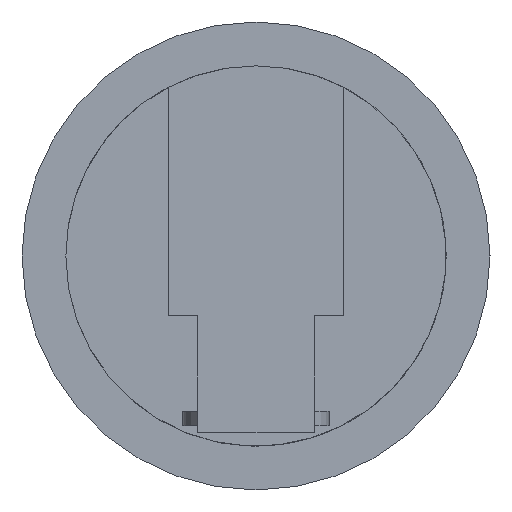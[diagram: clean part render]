
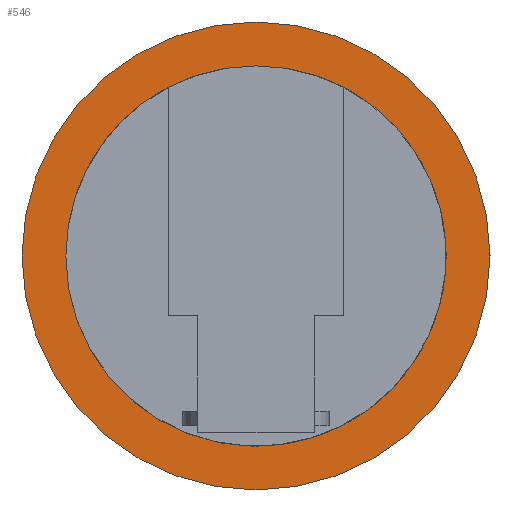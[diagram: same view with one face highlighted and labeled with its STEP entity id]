
A CAD part, left-side view. The second image highlights one B-rep face of the part: STEP entity #546.
In plain terms, the highlighted planar face has unit normal (-1, 0, 0).
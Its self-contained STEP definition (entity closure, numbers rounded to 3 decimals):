
#314 = VERTEX_POINT('',#315);
#315 = CARTESIAN_POINT('',(8.,3.25,1.05));
#320 = EDGE_CURVE('',#314,#314,#321,.T.);
#321 = CIRCLE('',#322,3.25);
#322 = AXIS2_PLACEMENT_3D('',#323,#324,#325);
#323 = CARTESIAN_POINT('',(8.,0.,1.05));
#324 = DIRECTION('',(-1.,0.,0.));
#325 = DIRECTION('',(0.,1.,0.));
#546 = ADVANCED_FACE('',(#547,#558),#561,.F.);
#547 = FACE_BOUND('',#548,.F.);
#548 = EDGE_LOOP('',(#549));
#549 = ORIENTED_EDGE('',*,*,#550,.T.);
#550 = EDGE_CURVE('',#551,#551,#553,.T.);
#551 = VERTEX_POINT('',#552);
#552 = CARTESIAN_POINT('',(8.,4.,1.05));
#553 = CIRCLE('',#554,4.);
#554 = AXIS2_PLACEMENT_3D('',#555,#556,#557);
#555 = CARTESIAN_POINT('',(8.,0.,1.05));
#556 = DIRECTION('',(1.,0.,0.));
#557 = DIRECTION('',(0.,1.,0.));
#558 = FACE_BOUND('',#559,.F.);
#559 = EDGE_LOOP('',(#560));
#560 = ORIENTED_EDGE('',*,*,#320,.T.);
#561 = PLANE('',#562);
#562 = AXIS2_PLACEMENT_3D('',#563,#564,#565);
#563 = CARTESIAN_POINT('',(8.,0.,1.05));
#564 = DIRECTION('',(1.,0.,0.));
#565 = DIRECTION('',(0.,0.,1.));
